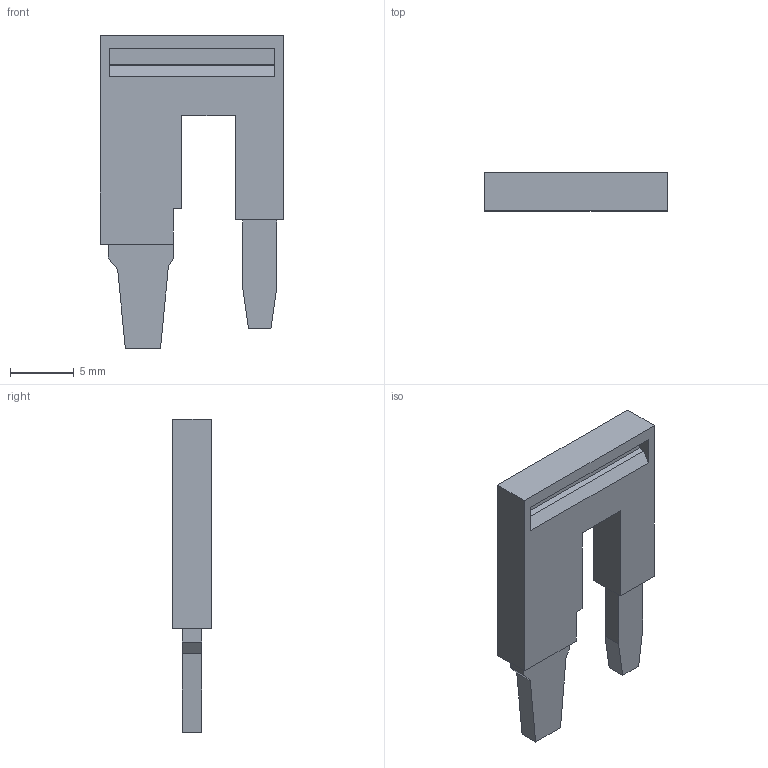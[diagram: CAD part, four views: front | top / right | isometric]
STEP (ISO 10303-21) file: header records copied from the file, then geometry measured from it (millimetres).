
FILE_DESCRIPTION(('Creo Elements/Direct Modeling STEP Export'),'2;1');
FILE_NAME('model.stp','2019-05-22T 2:06:59',(''),(''),'Creo Elements/Direct Modeling STEP processor for AP214 (Solid Model)','Creo Elements/Direct Modeling 20.1A 29-Sep-2018 (C) Parametric Technology GmbH','');
FILE_SCHEMA(('AUTOMOTIVE_DESIGN { 1 0 10303 214 1 1 1 1 }'));
Length unit declared in the file: millimetre
Products named in the file (2): RB_UT_6_2.5_4_-select
Assembly tree (1 placements, depth 2):
  RB_UT_6_2.5_4_-select
    RB_UT_6_2.5_4_-select
Bounding box: 14.44 x 3 x 24.6 mm (x, y, z)
Volume: 591.9 mm3; surface area: 801.5 mm2
Topology: 1 solids, 1 shells, 40 faces, 103 edges, 68 vertices
Faces by surface type: plane 40
Entity records: 1547 total; most frequent: CARTESIAN_POINT 211, ORIENTED_EDGE 206, DIRECTION 184, EDGE_CURVE 103, VECTOR 102, LINE 102, VERTEX_POINT 68, EDGE_LOOP 43
